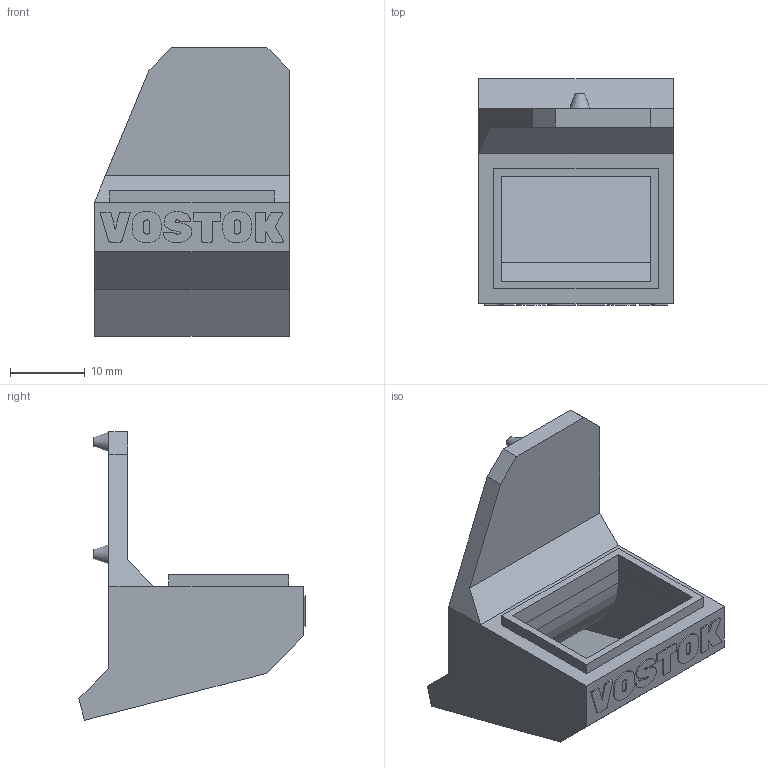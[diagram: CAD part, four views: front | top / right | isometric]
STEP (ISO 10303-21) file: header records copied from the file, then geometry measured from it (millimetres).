
FILE_DESCRIPTION(/* description */ (''),/* implementation_level */ '2;1');
FILE_NAME(/* name */ 'V05-01-01-02-02(L) - BMG e3d v6 5020 fan duct v4.step',/* time_stamp */ '2021-07-12T22:11:45+03:00',/* author */ (''),/* organization */ (''),/* preprocessor_version */ 'ST-DEVELOPER v18.1',/* originating_system */ 'Autodesk Translation Framework v10.9.0.1377',/* authorisation */ '');
FILE_SCHEMA (('AUTOMOTIVE_DESIGN { 1 0 10303 214 3 1 1 }'));
Length unit declared in the file: millimetre
Products named in the file (1): V05-01-01-02-02(L) - BMG e3d v6 5020 fan duct
Bounding box: 26 x 30.2 x 38.5 mm (x, y, z)
Volume: 5548.1 mm3; surface area: 5745.7 mm2
Topology: 1 solids, 1 shells, 228 faces, 635 edges, 420 vertices
Faces by surface type: bspline 150, plane 74, cylinder 2, cone 2
Full cylindrical faces by diameter (mm): 10.2 x1
Entity records: 7492 total; most frequent: CARTESIAN_POINT 2634, ORIENTED_EDGE 1270, EDGE_CURVE 635, DIRECTION 502, VERTEX_POINT 420, LINE 326, VECTOR 326, B_SPLINE_CURVE_WITH_KNOTS 300
